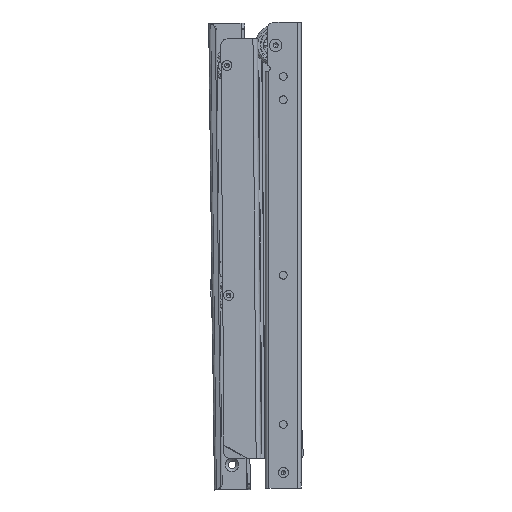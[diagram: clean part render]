
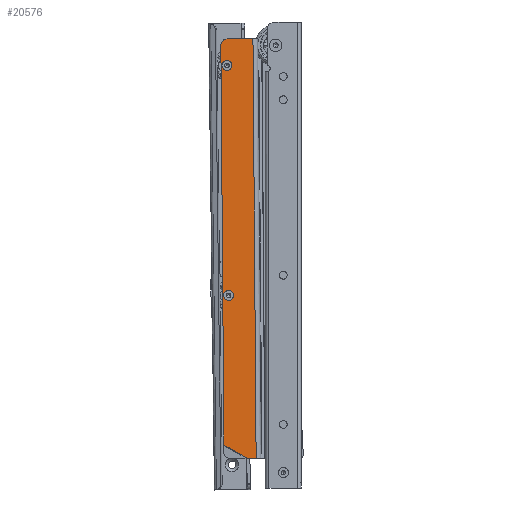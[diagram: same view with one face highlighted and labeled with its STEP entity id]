
A CAD part, left-side view. The second image highlights one B-rep face of the part: STEP entity #20576.
In plain terms, the highlighted planar face has unit normal (-1, 0, 0).
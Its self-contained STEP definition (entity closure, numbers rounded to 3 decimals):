
#143 = FACE_BOUND ( 'NONE', #11258, .T. ) ;
#392 = DIRECTION ( 'NONE',  ( 0., -1., 0. ) ) ;
#892 = CIRCLE ( 'NONE', #7860, 3.2 ) ;
#1032 = CARTESIAN_POINT ( 'NONE',  ( -7.5, 17.9, -4. ) ) ;
#2755 = CARTESIAN_POINT ( 'NONE',  ( -7.5, 18.1, -168.2 ) ) ;
#2858 = LINE ( 'NONE', #52803, #6888 ) ;
#3489 = CIRCLE ( 'NONE', #13856, 3.2 ) ;
#4426 = CARTESIAN_POINT ( 'NONE',  ( -7.5, 18.1, -165. ) ) ;
#4749 = CARTESIAN_POINT ( 'NONE',  ( -7.5, 21.9, -270. ) ) ;
#6888 = VECTOR ( 'NONE', #7486, 1000. ) ;
#7486 = DIRECTION ( 'NONE',  ( 0., 0., 1. ) ) ;
#7672 = EDGE_CURVE ( 'NONE', #12562, #43238, #892, .T. ) ;
#7860 = AXIS2_PLACEMENT_3D ( 'NONE', #34598, #51713, #51202 ) ;
#7950 = VERTEX_POINT ( 'NONE', #34257 ) ;
#8831 = ORIENTED_EDGE ( 'NONE', *, *, #31563, .T. ) ;
#9474 = DIRECTION ( 'NONE',  ( 0., -1., 0. ) ) ;
#10971 = ORIENTED_EDGE ( 'NONE', *, *, #22451, .T. ) ;
#11258 = EDGE_LOOP ( 'NONE', ( #10971, #50386 ) ) ;
#11668 = CARTESIAN_POINT ( 'NONE',  ( -7.5, 21.9, 0. ) ) ;
#12189 = DIRECTION ( 'NONE',  ( 0., -1., 0. ) ) ;
#12358 = DIRECTION ( 'NONE',  ( 1., 0., 0. ) ) ;
#12562 = VERTEX_POINT ( 'NONE', #2755 ) ;
#12804 = CARTESIAN_POINT ( 'NONE',  ( -7.5, 1.225, 0. ) ) ;
#13510 = EDGE_CURVE ( 'NONE', #34950, #43044, #33120, .T. ) ;
#13548 = CARTESIAN_POINT ( 'NONE',  ( -7.5, 21.9, -4. ) ) ;
#13630 = DIRECTION ( 'NONE',  ( 1., 0., 0. ) ) ;
#13727 = VECTOR ( 'NONE', #19506, 1000. ) ;
#13856 = AXIS2_PLACEMENT_3D ( 'NONE', #25093, #12358, #392 ) ;
#15484 = AXIS2_PLACEMENT_3D ( 'NONE', #4426, #13630, #46778 ) ;
#16415 = DIRECTION ( 'NONE',  ( 0., -1., 0. ) ) ;
#16769 = CARTESIAN_POINT ( 'NONE',  ( -7.5, 21.9, -270. ) ) ;
#17600 = VECTOR ( 'NONE', #32794, 1000. ) ;
#18594 = ORIENTED_EDGE ( 'NONE', *, *, #7672, .T. ) ;
#18920 = EDGE_CURVE ( 'NONE', #41662, #7950, #36092, .T. ) ;
#18988 = CARTESIAN_POINT ( 'NONE',  ( -7.5, 18.1, -17. ) ) ;
#19338 = CARTESIAN_POINT ( 'NONE',  ( -7.5, 1.225, -270. ) ) ;
#19371 = ORIENTED_EDGE ( 'NONE', *, *, #40053, .T. ) ;
#19506 = DIRECTION ( 'NONE',  ( 0., -1., 0. ) ) ;
#20345 = ORIENTED_EDGE ( 'NONE', *, *, #39194, .F. ) ;
#20576 = ADVANCED_FACE ( 'NONE', ( #36791, #143, #45748 ), #45493, .T. ) ;
#21468 = EDGE_CURVE ( 'NONE', #43238, #12562, #34557, .T. ) ;
#21694 = CARTESIAN_POINT ( 'NONE',  ( -7.5, 18.1, -13.8 ) ) ;
#22382 = VERTEX_POINT ( 'NONE', #48507 ) ;
#22451 = EDGE_CURVE ( 'NONE', #43044, #34950, #3489, .T. ) ;
#23572 = CARTESIAN_POINT ( 'NONE',  ( -7.5, 18.1, -161.8 ) ) ;
#23891 = CARTESIAN_POINT ( 'NONE',  ( -7.5, 18.121, -263.454 ) ) ;
#24044 = AXIS2_PLACEMENT_3D ( 'NONE', #1032, #34090, #9474 ) ;
#24277 = VERTEX_POINT ( 'NONE', #13548 ) ;
#25093 = CARTESIAN_POINT ( 'NONE',  ( -7.5, 18.1, -17. ) ) ;
#26099 = VECTOR ( 'NONE', #39329, 1000. ) ;
#26559 = LINE ( 'NONE', #33589, #26099 ) ;
#27891 = ORIENTED_EDGE ( 'NONE', *, *, #37438, .T. ) ;
#31306 = EDGE_LOOP ( 'NONE', ( #34270, #18594 ) ) ;
#31563 = EDGE_CURVE ( 'NONE', #22382, #24277, #50904, .T. ) ;
#32794 = DIRECTION ( 'NONE',  ( 0., -1., 0. ) ) ;
#32812 = DIRECTION ( 'NONE',  ( 0., 0.866, 0.5 ) ) ;
#33120 = CIRCLE ( 'NONE', #37501, 3.2 ) ;
#33207 = DIRECTION ( 'NONE',  ( -1., 0., 0. ) ) ;
#33587 = CARTESIAN_POINT ( 'NONE',  ( -7.5, 18.1, -20.2 ) ) ;
#33589 = CARTESIAN_POINT ( 'NONE',  ( -7.5, 1.225, -270. ) ) ;
#34090 = DIRECTION ( 'NONE',  ( -1., 0., 0. ) ) ;
#34225 = VERTEX_POINT ( 'NONE', #19338 ) ;
#34257 = CARTESIAN_POINT ( 'NONE',  ( -7.5, 21.9, -261.272 ) ) ;
#34270 = ORIENTED_EDGE ( 'NONE', *, *, #21468, .T. ) ;
#34557 = CIRCLE ( 'NONE', #15484, 3.2 ) ;
#34598 = CARTESIAN_POINT ( 'NONE',  ( -7.5, 18.1, -165. ) ) ;
#34950 = VERTEX_POINT ( 'NONE', #33587 ) ;
#35535 = DIRECTION ( 'NONE',  ( 1., 0., 0. ) ) ;
#35590 = EDGE_CURVE ( 'NONE', #7950, #24277, #2858, .T. ) ;
#36092 = LINE ( 'NONE', #23891, #44936 ) ;
#36791 = FACE_BOUND ( 'NONE', #31306, .T. ) ;
#37438 = EDGE_CURVE ( 'NONE', #34225, #41829, #26559, .T. ) ;
#37501 = AXIS2_PLACEMENT_3D ( 'NONE', #18988, #35535, #12189 ) ;
#39148 = ORIENTED_EDGE ( 'NONE', *, *, #18920, .F. ) ;
#39194 = EDGE_CURVE ( 'NONE', #22382, #41829, #44015, .T. ) ;
#39329 = DIRECTION ( 'NONE',  ( 0., 0., 1. ) ) ;
#40053 = EDGE_CURVE ( 'NONE', #41662, #34225, #50211, .T. ) ;
#41466 = AXIS2_PLACEMENT_3D ( 'NONE', #4749, #33207, #16415 ) ;
#41662 = VERTEX_POINT ( 'NONE', #43817 ) ;
#41829 = VERTEX_POINT ( 'NONE', #12804 ) ;
#43044 = VERTEX_POINT ( 'NONE', #21694 ) ;
#43238 = VERTEX_POINT ( 'NONE', #23572 ) ;
#43817 = CARTESIAN_POINT ( 'NONE',  ( -7.5, 6.783, -270. ) ) ;
#44015 = LINE ( 'NONE', #11668, #13727 ) ;
#44936 = VECTOR ( 'NONE', #32812, 1000. ) ;
#45493 = PLANE ( 'NONE',  #41466 ) ;
#45748 = FACE_OUTER_BOUND ( 'NONE', #51995, .T. ) ;
#46778 = DIRECTION ( 'NONE',  ( 0., -1., 0. ) ) ;
#47850 = ORIENTED_EDGE ( 'NONE', *, *, #35590, .F. ) ;
#48507 = CARTESIAN_POINT ( 'NONE',  ( -7.5, 17.9, 0. ) ) ;
#50211 = LINE ( 'NONE', #16769, #17600 ) ;
#50386 = ORIENTED_EDGE ( 'NONE', *, *, #13510, .T. ) ;
#50904 = CIRCLE ( 'NONE', #24044, 4. ) ;
#51202 = DIRECTION ( 'NONE',  ( 0., -1., 0. ) ) ;
#51713 = DIRECTION ( 'NONE',  ( 1., 0., 0. ) ) ;
#51995 = EDGE_LOOP ( 'NONE', ( #39148, #19371, #27891, #20345, #8831, #47850 ) ) ;
#52803 = CARTESIAN_POINT ( 'NONE',  ( -7.5, 21.9, -270. ) ) ;
